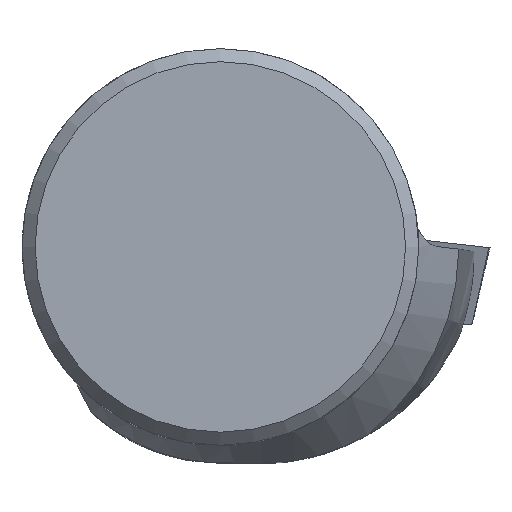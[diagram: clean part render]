
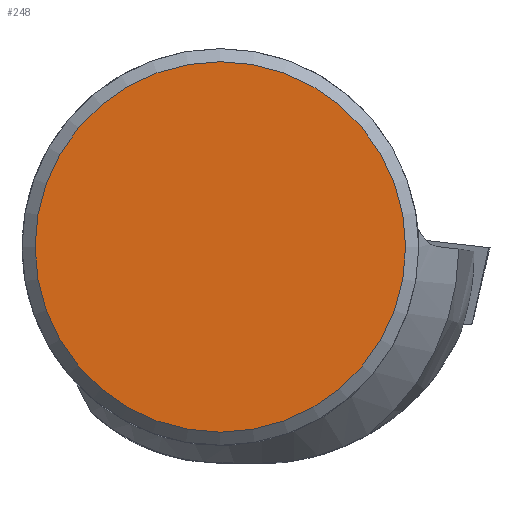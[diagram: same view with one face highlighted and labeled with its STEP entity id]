
A CAD part, top view. The second image highlights one B-rep face of the part: STEP entity #248.
In plain terms, the highlighted planar face has unit normal (0, 0, 1).
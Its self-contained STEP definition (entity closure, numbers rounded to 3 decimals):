
#145=PLANE('',#811);
#248=ADVANCED_FACE('',(#293),#145,.T.);
#293=FACE_OUTER_BOUND('',#323,.T.);
#323=EDGE_LOOP('',(#480));
#356=CIRCLE('',#794,7.471);
#480=ORIENTED_EDGE('',*,*,#640,.F.);
#574=VERTEX_POINT('',#1136);
#640=EDGE_CURVE('',#574,#574,#356,.T.);
#794=AXIS2_PLACEMENT_3D('',#1135,#903,#904);
#811=AXIS2_PLACEMENT_3D('',#1334,#947,#948);
#903=DIRECTION('',(0.,0.,-1.));
#904=DIRECTION('',(1.,0.,0.));
#947=DIRECTION('',(0.,0.,1.));
#948=DIRECTION('',(1.,0.,0.));
#1135=CARTESIAN_POINT('',(0.,0.,0.));
#1136=CARTESIAN_POINT('',(7.471,0.,0.));
#1334=CARTESIAN_POINT('',(0.,0.,0.));
